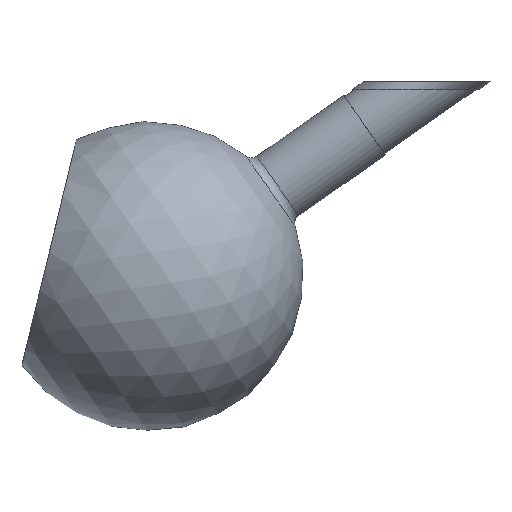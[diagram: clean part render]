
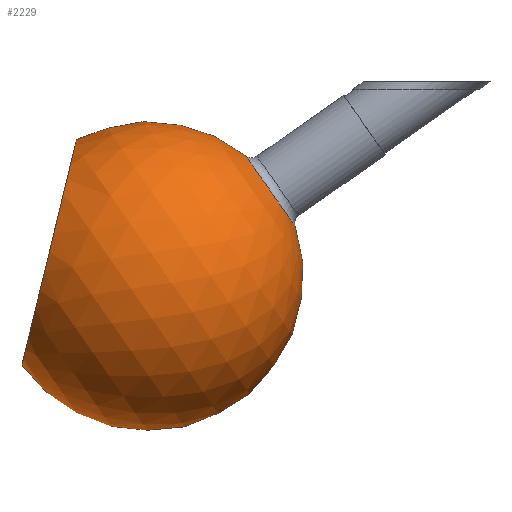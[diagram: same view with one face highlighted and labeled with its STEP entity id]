
A CAD part, front view. The second image highlights one B-rep face of the part: STEP entity #2229.
In plain terms, the highlighted spherical face has radius 100 mm.
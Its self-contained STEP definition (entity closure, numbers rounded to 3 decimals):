
#45=SPHERICAL_SURFACE('',#2645,100.);
#310=FACE_OUTER_BOUND('',#458,.T.);
#458=EDGE_LOOP('',(#1899,#1900,#1901,#1902,#1903,#1904));
#625=CIRCLE('',#2643,75.);
#627=CIRCLE('',#2646,0.025);
#628=CIRCLE('',#2647,100.);
#629=CIRCLE('',#2648,27.83);
#630=CIRCLE('',#2649,27.83);
#1072=VERTEX_POINT('',#4371);
#1073=VERTEX_POINT('',#4372);
#1075=VERTEX_POINT('',#4379);
#1076=VERTEX_POINT('',#4381);
#1361=EDGE_CURVE('',#1073,#1072,#625,.T.);
#1363=EDGE_CURVE('',#1072,#1073,#627,.T.);
#1364=EDGE_CURVE('',#1073,#1075,#628,.T.);
#1365=EDGE_CURVE('',#1076,#1075,#629,.T.);
#1366=EDGE_CURVE('',#1075,#1076,#630,.T.);
#1899=ORIENTED_EDGE('',*,*,#1361,.T.);
#1900=ORIENTED_EDGE('',*,*,#1363,.T.);
#1901=ORIENTED_EDGE('',*,*,#1364,.T.);
#1902=ORIENTED_EDGE('',*,*,#1365,.F.);
#1903=ORIENTED_EDGE('',*,*,#1366,.F.);
#1904=ORIENTED_EDGE('',*,*,#1364,.F.);
#2229=ADVANCED_FACE('',(#310),#45,.T.);
#2643=AXIS2_PLACEMENT_3D('',#4374,#3247,#3248);
#2645=AXIS2_PLACEMENT_3D('',#4377,#3251,#3252);
#2646=AXIS2_PLACEMENT_3D('',#4378,#3253,#3254);
#2647=AXIS2_PLACEMENT_3D('',#4380,#3255,#3256);
#2648=AXIS2_PLACEMENT_3D('',#4382,#3257,#3258);
#2649=AXIS2_PLACEMENT_3D('',#4383,#3259,#3260);
#3247=DIRECTION('center_axis',(0.,-0.75,-0.661));
#3248=DIRECTION('ref_axis',(0.,-0.661,0.75));
#3251=DIRECTION('center_axis',(0.,0.,1.));
#3252=DIRECTION('ref_axis',(1.,0.,0.));
#3253=DIRECTION('center_axis',(0.,0.,-1.));
#3254=DIRECTION('ref_axis',(-1.,0.,0.));
#3255=DIRECTION('center_axis',(0.,-1.,0.));
#3256=DIRECTION('ref_axis',(-1.,0.,0.));
#3257=DIRECTION('center_axis',(0.,0.,-1.));
#3258=DIRECTION('ref_axis',(-1.,0.,0.));
#3259=DIRECTION('center_axis',(0.,0.,-1.));
#3260=DIRECTION('ref_axis',(-1.,0.,0.));
#4371=CARTESIAN_POINT('',(0.025,0.,270.312));
#4372=CARTESIAN_POINT('',(-0.025,0.,270.312));
#4374=CARTESIAN_POINT('Origin',(0.,49.608,214.062));
#4377=CARTESIAN_POINT('Origin',(0.,0.,170.312));
#4378=CARTESIAN_POINT('Origin',(0.,0.,270.312));
#4379=CARTESIAN_POINT('',(-27.83,0.,74.263));
#4380=CARTESIAN_POINT('Origin',(0.,0.,170.312));
#4381=CARTESIAN_POINT('',(27.83,0.,74.263));
#4382=CARTESIAN_POINT('Origin',(0.,0.,74.263));
#4383=CARTESIAN_POINT('Origin',(0.,0.,74.263));
